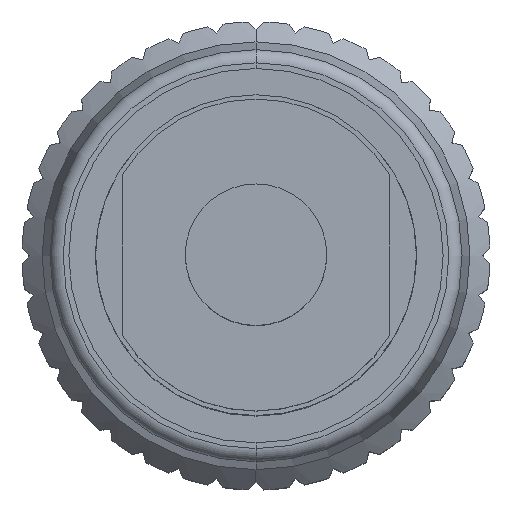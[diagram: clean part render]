
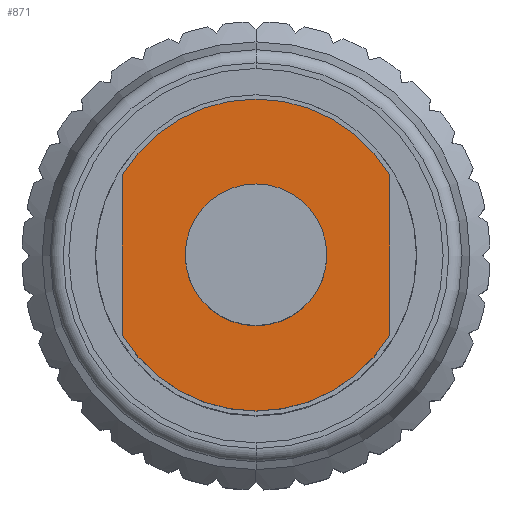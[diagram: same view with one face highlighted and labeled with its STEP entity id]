
A CAD part, top view. The second image highlights one B-rep face of the part: STEP entity #871.
In plain terms, the highlighted planar face has unit normal (0, 0, 1).
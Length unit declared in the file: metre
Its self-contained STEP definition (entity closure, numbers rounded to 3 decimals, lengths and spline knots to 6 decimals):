
#84 = EDGE_CURVE ( 'NONE', #5929, #4199, #7862, .T. ) ;
#475 = VECTOR ( 'NONE', #5721, 1. ) ;
#525 = CARTESIAN_POINT ( 'NONE',  ( 0., 0., 0. ) ) ;
#538 = VERTEX_POINT ( 'NONE', #3666 ) ;
#584 = PLANE ( 'NONE',  #3031 ) ;
#609 = DIRECTION ( 'NONE',  ( 1., 0., 0. ) ) ;
#642 = CARTESIAN_POINT ( 'NONE',  ( -0.006, -0.003606, 0. ) ) ;
#665 = LINE ( 'NONE', #5020, #7085 ) ;
#704 = AXIS2_PLACEMENT_3D ( 'NONE', #3658, #8034, #4273 ) ;
#777 = CIRCLE ( 'NONE', #704, 0.007 ) ;
#871 = ADVANCED_FACE ( 'NONE', ( #5065, #5287 ), #584, .T. ) ;
#996 = CIRCLE ( 'NONE', #4806, 0.007 ) ;
#1041 = ORIENTED_EDGE ( 'NONE', *, *, #1871, .F. ) ;
#1128 = DIRECTION ( 'NONE',  ( 0., 0., -1. ) ) ;
#1132 = DIRECTION ( 'NONE',  ( 1., 0., 0. ) ) ;
#1274 = CIRCLE ( 'NONE', #5412, 0.003175 ) ;
#1351 = DIRECTION ( 'NONE',  ( 0., 0., -1. ) ) ;
#1367 = EDGE_CURVE ( 'NONE', #4199, #5929, #1274, .T. ) ;
#1369 = CARTESIAN_POINT ( 'NONE',  ( 0.006, -0.007, 0. ) ) ;
#1623 = ORIENTED_EDGE ( 'NONE', *, *, #1367, .T. ) ;
#1815 = ORIENTED_EDGE ( 'NONE', *, *, #84, .T. ) ;
#1871 = EDGE_CURVE ( 'NONE', #3325, #5704, #996, .T. ) ;
#2877 = ORIENTED_EDGE ( 'NONE', *, *, #5755, .T. ) ;
#2977 = CARTESIAN_POINT ( 'NONE',  ( 0.006, -0.003606, 0. ) ) ;
#3031 = AXIS2_PLACEMENT_3D ( 'NONE', #7421, #4282, #609 ) ;
#3325 = VERTEX_POINT ( 'NONE', #2977 ) ;
#3658 = CARTESIAN_POINT ( 'NONE',  ( 0., 0., 0. ) ) ;
#3666 = CARTESIAN_POINT ( 'NONE',  ( 0.006, 0.003606, 0. ) ) ;
#3741 = DIRECTION ( 'NONE',  ( 0., -1., 0. ) ) ;
#3925 = EDGE_CURVE ( 'NONE', #7773, #538, #777, .T. ) ;
#4015 = CARTESIAN_POINT ( 'NONE',  ( -0.003175, 0., 0. ) ) ;
#4199 = VERTEX_POINT ( 'NONE', #7140 ) ;
#4273 = DIRECTION ( 'NONE',  ( -1., 0., 0. ) ) ;
#4282 = DIRECTION ( 'NONE',  ( 0., 0., 1. ) ) ;
#4346 = EDGE_LOOP ( 'NONE', ( #7843, #2877, #1041, #4906 ) ) ;
#4806 = AXIS2_PLACEMENT_3D ( 'NONE', #4847, #1128, #5499 ) ;
#4847 = CARTESIAN_POINT ( 'NONE',  ( 0., 0., 0. ) ) ;
#4855 = DIRECTION ( 'NONE',  ( 0., 0., -1. ) ) ;
#4906 = ORIENTED_EDGE ( 'NONE', *, *, #6257, .T. ) ;
#5020 = CARTESIAN_POINT ( 'NONE',  ( -0.006, 0.007, 0. ) ) ;
#5065 = FACE_BOUND ( 'NONE', #7483, .T. ) ;
#5072 = CARTESIAN_POINT ( 'NONE',  ( 0., 0., 0. ) ) ;
#5287 = FACE_OUTER_BOUND ( 'NONE', #4346, .T. ) ;
#5412 = AXIS2_PLACEMENT_3D ( 'NONE', #525, #4855, #1132 ) ;
#5499 = DIRECTION ( 'NONE',  ( -1., 0., 0. ) ) ;
#5704 = VERTEX_POINT ( 'NONE', #642 ) ;
#5721 = DIRECTION ( 'NONE',  ( 0., 1., 0. ) ) ;
#5733 = DIRECTION ( 'NONE',  ( 1., 0., 0. ) ) ;
#5755 = EDGE_CURVE ( 'NONE', #7773, #5704, #665, .T. ) ;
#5929 = VERTEX_POINT ( 'NONE', #4015 ) ;
#6257 = EDGE_CURVE ( 'NONE', #3325, #538, #7078, .T. ) ;
#7078 = LINE ( 'NONE', #1369, #475 ) ;
#7085 = VECTOR ( 'NONE', #3741, 1. ) ;
#7140 = CARTESIAN_POINT ( 'NONE',  ( 0.003175, 0., 0. ) ) ;
#7421 = CARTESIAN_POINT ( 'NONE',  ( 0., 0.007, 0. ) ) ;
#7483 = EDGE_LOOP ( 'NONE', ( #1815, #1623 ) ) ;
#7654 = AXIS2_PLACEMENT_3D ( 'NONE', #5072, #1351, #5733 ) ;
#7773 = VERTEX_POINT ( 'NONE', #8033 ) ;
#7843 = ORIENTED_EDGE ( 'NONE', *, *, #3925, .F. ) ;
#7862 = CIRCLE ( 'NONE', #7654, 0.003175 ) ;
#8033 = CARTESIAN_POINT ( 'NONE',  ( -0.006, 0.003606, 0. ) ) ;
#8034 = DIRECTION ( 'NONE',  ( 0., 0., -1. ) ) ;
